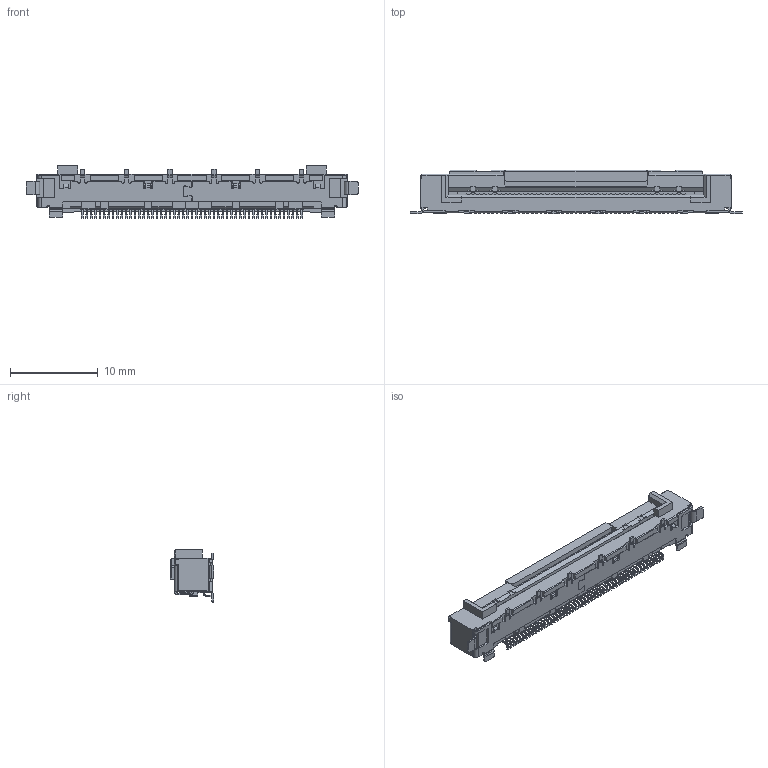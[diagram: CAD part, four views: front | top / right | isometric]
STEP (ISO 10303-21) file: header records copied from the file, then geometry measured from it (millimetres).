
FILE_DESCRIPTION (( 'STEP AP203' ), '1' );
FILE_NAME ('HF507S-xx-72.STEP', '2015-07-13T06:41:45', ( 'DELL-T3500' ), ( 'Microsoft' ), 'SwSTEP 2.0', 'SolidWorks 2014', '' );
FILE_SCHEMA (( 'CONFIG_CONTROL_DESIGN' ));
Products named in the file (1): HF507S-xx-72
Bounding box: 37.85 x 4.95 x 6 mm (x, y, z)
Volume: 569.4 mm3; surface area: 1347.2 mm2
Topology: 1 solids, 5 shells, 2538 faces, 7030 edges, 4533 vertices
Faces by surface type: plane 1557, cylinder 749, torus 110, bspline 102, cone 20
Entity records: 80977 total; most frequent: CARTESIAN_POINT 17140, ORIENTED_EDGE 14060, DIRECTION 12492, EDGE_CURVE 7030, VECTOR 4762, LINE 4762, VERTEX_POINT 4533, AXIS2_PLACEMENT_3D 3865
